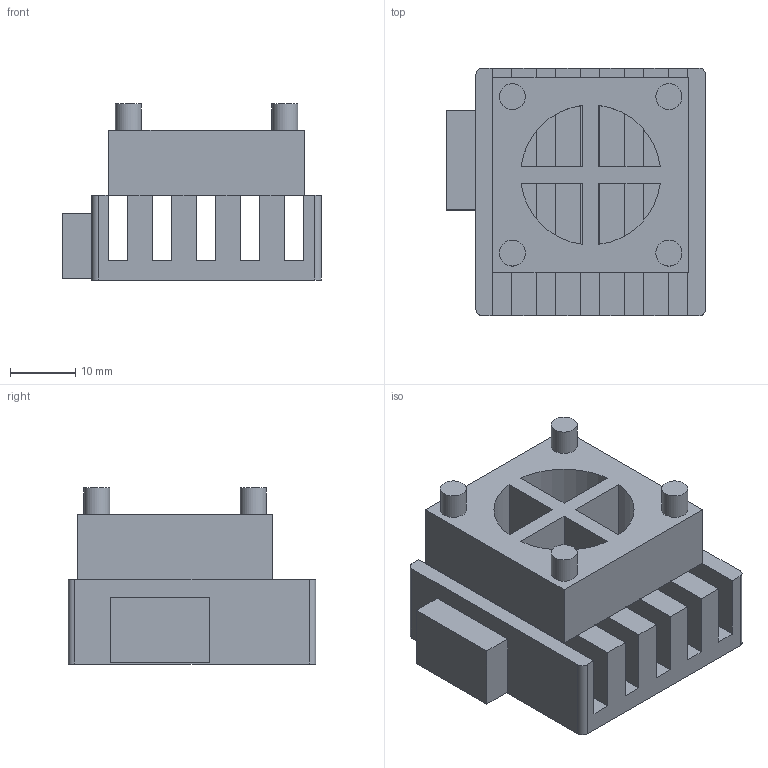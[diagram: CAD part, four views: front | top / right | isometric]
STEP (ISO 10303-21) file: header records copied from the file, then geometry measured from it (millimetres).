
FILE_DESCRIPTION(/* description */ (''),/* implementation_level */ '2;1');
FILE_NAME(/* name */ 'Heatsink-Fan_Assembly_7-7-2020 v2.step',/* time_stamp */ '2020-07-07T12:47:31-07:00',/* author */ (''),/* organization */ (''),/* preprocessor_version */ 'ST-DEVELOPER v18.1',/* originating_system */ 'Autodesk Translation Framework v9.3.0.1241',/* authorisation */ '');
FILE_SCHEMA (('AUTOMOTIVE_DESIGN { 1 0 10303 214 3 1 1 }'));
Length unit declared in the file: millimetre
Products named in the file (1): Heatsink-Fan_Assembly_7-7-2020
Bounding box: 39.7 x 38 x 27 mm (x, y, z)
Volume: 18675 mm3; surface area: 13028.1 mm2
Topology: 3 solids, 3 shells, 86 faces, 224 edges, 144 vertices
Faces by surface type: plane 62, cylinder 24
Full cylindrical faces by diameter (mm): 1.783 x4, 2.271 x4, 2.5 x4, 4 x4
Entity records: 2703 total; most frequent: DIRECTION 462, CARTESIAN_POINT 455, ORIENTED_EDGE 448, EDGE_CURVE 224, LINE 160, VECTOR 160, AXIS2_PLACEMENT_3D 151, VERTEX_POINT 144
